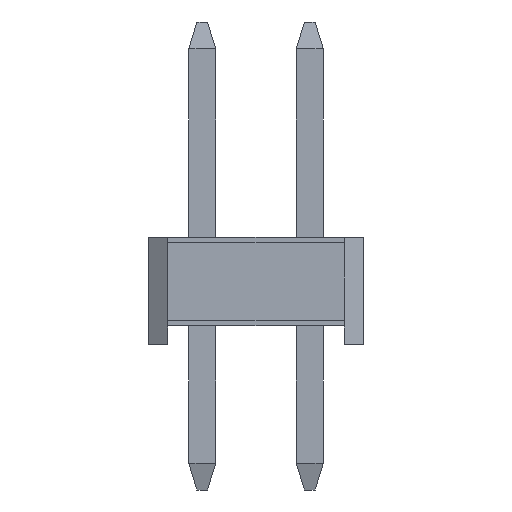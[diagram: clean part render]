
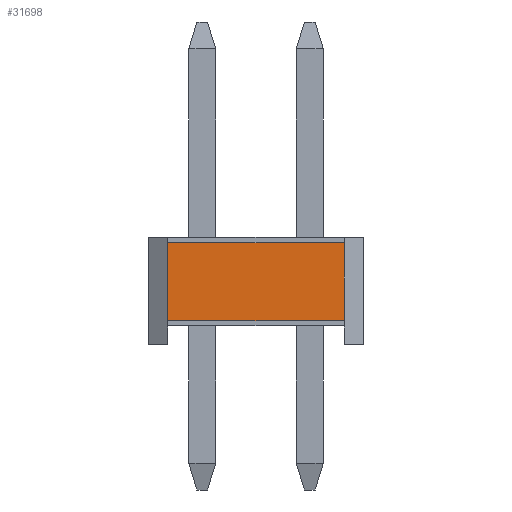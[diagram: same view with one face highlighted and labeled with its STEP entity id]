
A CAD part, front view. The second image highlights one B-rep face of the part: STEP entity #31698.
In plain terms, the highlighted face is planar.
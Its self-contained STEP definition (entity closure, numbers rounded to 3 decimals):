
#2720=ORIENTED_EDGE('',*,*,#7920,.F.);
#2721=ORIENTED_EDGE('',*,*,#6365,.F.);
#2722=ORIENTED_EDGE('',*,*,#7921,.F.);
#2723=ORIENTED_EDGE('',*,*,#6377,.F.);
#6365=EDGE_CURVE('',#9527,#9526,#11461,.T.);
#6377=EDGE_CURVE('',#9538,#9539,#11473,.T.);
#7920=EDGE_CURVE('',#9526,#9538,#13016,.T.);
#7921=EDGE_CURVE('',#9539,#9527,#13017,.T.);
#9526=VERTEX_POINT('',#39665);
#9527=VERTEX_POINT('',#39667);
#9538=VERTEX_POINT('',#39695);
#9539=VERTEX_POINT('',#39696);
#11461=LINE('',#39668,#14625);
#11473=LINE('',#39694,#14637);
#13016=LINE('',#42774,#16180);
#13017=LINE('',#42776,#16181);
#14625=VECTOR('',#33849,1000.);
#14637=VECTOR('',#33869,1000.);
#16180=VECTOR('',#36442,1000.);
#16181=VECTOR('',#36445,1000.);
#18342=EDGE_LOOP('',(#2720,#2721,#2722,#2723));
#19752=FACE_BOUND('',#18342,.T.);
#21120=PLANE('',#33027);
#31698=ADVANCED_FACE('',(#19752),#21120,.F.);
#33027=AXIS2_PLACEMENT_3D('',#42777,#36446,#36447);
#33849=DIRECTION('',(0.,-1.,0.));
#33869=DIRECTION('',(0.,1.,0.));
#36442=DIRECTION('',(0.,0.,1.));
#36445=DIRECTION('',(0.,0.,-1.));
#36446=DIRECTION('',(-1.,0.,0.));
#36447=DIRECTION('',(0.,0.,1.));
#39665=CARTESIAN_POINT('',(22.,-1.64,-0.55));
#39667=CARTESIAN_POINT('',(22.,1.64,-0.55));
#39668=CARTESIAN_POINT('',(22.,1.64,-0.55));
#39694=CARTESIAN_POINT('',(22.,0.,0.9));
#39695=CARTESIAN_POINT('',(22.,-1.64,0.9));
#39696=CARTESIAN_POINT('',(22.,1.64,0.9));
#42774=CARTESIAN_POINT('',(22.,-1.64,0.));
#42776=CARTESIAN_POINT('',(22.,1.64,0.));
#42777=CARTESIAN_POINT('',(22.,0.,0.));
